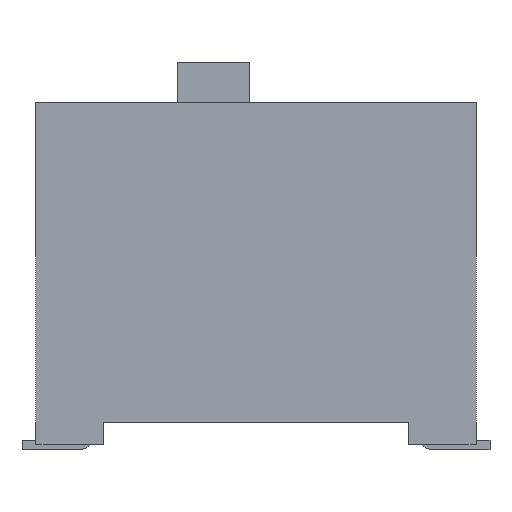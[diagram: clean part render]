
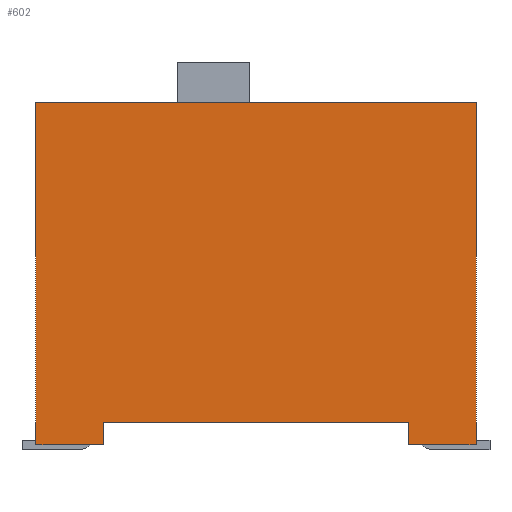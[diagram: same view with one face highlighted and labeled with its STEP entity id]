
A CAD part, left-side view. The second image highlights one B-rep face of the part: STEP entity #602.
In plain terms, the highlighted planar face has unit normal (-1, 0, 0).
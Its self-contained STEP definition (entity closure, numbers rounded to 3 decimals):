
#13=DIRECTION('',(0.,0.,1.));
#34=VECTOR('',#13,1.);
#56=CARTESIAN_POINT('',(-8.71,-4.89,0.1));
#58=DIRECTION('',(1.,0.,0.));
#119=VECTOR('',#120,1.);
#120=DIRECTION('',(0.,-1.,0.));
#123=VERTEX_POINT('',#124);
#124=CARTESIAN_POINT('',(-8.71,-3.39,0.6));
#127=ORIENTED_EDGE('',*,*,#128,.F.);
#128=EDGE_CURVE('',#129,#123,#131,.T.);
#129=VERTEX_POINT('',#130);
#130=CARTESIAN_POINT('',(-8.71,3.39,0.6));
#131=LINE('',#132,#119);
#132=CARTESIAN_POINT('',(-8.71,2.445,0.6));
#471=VERTEX_POINT('',#56);
#475=EDGE_CURVE('',#471,#476,#478,.T.);
#476=VERTEX_POINT('',#477);
#477=CARTESIAN_POINT('',(-8.71,-4.89,7.7));
#478=LINE('',#56,#34);
#553=VERTEX_POINT('',#554);
#554=CARTESIAN_POINT('',(-8.71,4.89,7.7));
#557=EDGE_CURVE('',#558,#553,#560,.T.);
#558=VERTEX_POINT('',#559);
#559=CARTESIAN_POINT('',(-8.71,4.89,0.1));
#560=LINE('',#559,#34);
#582=VECTOR('',#583,1.);
#583=DIRECTION('',(0.,0.,-1.));
#591=VERTEX_POINT('',#592);
#592=CARTESIAN_POINT('',(-8.71,3.39,0.1));
#597=ORIENTED_EDGE('',*,*,#598,.T.);
#598=EDGE_CURVE('',#129,#591,#599,.T.);
#599=LINE('',#592,#582);
#602=ADVANCED_FACE('',(#603),#620,.F.);
#603=FACE_BOUND('',#604,.F.);
#604=EDGE_LOOP('',(#605,#608,#609,#612,#613,#617,#127,#597));
#605=ORIENTED_EDGE('',*,*,#606,.F.);
#606=EDGE_CURVE('',#558,#591,#607,.T.);
#607=LINE('',#559,#119);
#608=ORIENTED_EDGE('',*,*,#557,.T.);
#609=ORIENTED_EDGE('',*,*,#610,.T.);
#610=EDGE_CURVE('',#553,#476,#611,.T.);
#611=LINE('',#554,#119);
#612=ORIENTED_EDGE('',*,*,#475,.F.);
#613=ORIENTED_EDGE('',*,*,#614,.F.);
#614=EDGE_CURVE('',#615,#471,#607,.T.);
#615=VERTEX_POINT('',#616);
#616=CARTESIAN_POINT('',(-8.71,-3.39,0.1));
#617=ORIENTED_EDGE('',*,*,#618,.T.);
#618=EDGE_CURVE('',#615,#123,#619,.T.);
#619=LINE('',#616,#34);
#620=PLANE('',#621);
#621=AXIS2_PLACEMENT_3D('',#559,#58,#120);
